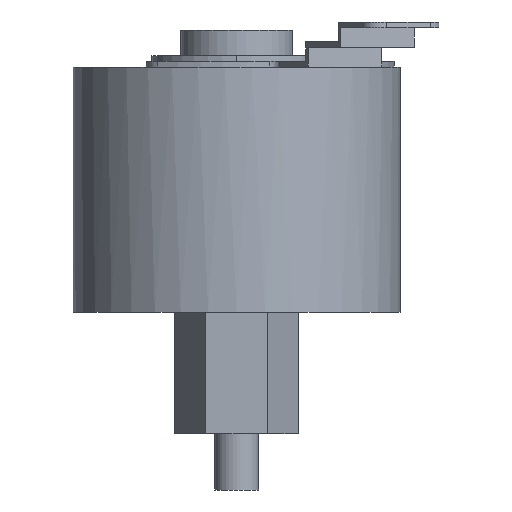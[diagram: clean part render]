
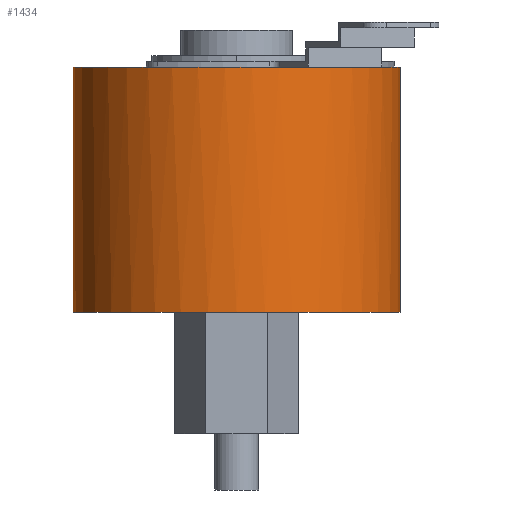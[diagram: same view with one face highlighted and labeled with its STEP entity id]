
A CAD part, front view. The second image highlights one B-rep face of the part: STEP entity #1434.
In plain terms, the highlighted cylindrical face has radius 29 mm (diameter 58 mm), a partial arc.
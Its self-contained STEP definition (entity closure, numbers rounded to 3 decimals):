
#13=CARTESIAN_POINT('',(0.,0.,-21.75));
#14=DIRECTION('',(0.,0.,1.));
#15=DIRECTION('',(-1.,0.,0.));
#16=AXIS2_PLACEMENT_3D('',#13,#14,#15);
#63=DIRECTION('',(0.,0.,1.));
#64=VECTOR('',#63,43.5);
#65=CARTESIAN_POINT('',(29.,0.,-21.75));
#66=LINE('',#65,#64);
#70=CARTESIAN_POINT('',(0.,0.,21.75));
#71=DIRECTION('',(0.,0.,1.));
#72=DIRECTION('',(0.259,-0.966,0.));
#73=AXIS2_PLACEMENT_3D('',#70,#71,#72);
#78=DIRECTION('',(0.,0.,1.));
#79=VECTOR('',#78,43.5);
#80=CARTESIAN_POINT('',(-29.,0.,-21.75));
#81=LINE('',#80,#79);
#416=CARTESIAN_POINT('',(0.,0.,21.75));
#417=DIRECTION('',(0.,0.,1.));
#418=DIRECTION('',(-1.,0.,0.));
#419=AXIS2_PLACEMENT_3D('',#416,#417,#418);
#432=CARTESIAN_POINT('',(0.,0.,21.75));
#433=DIRECTION('',(0.,0.,1.));
#434=DIRECTION('',(0.707,-0.707,0.));
#435=AXIS2_PLACEMENT_3D('',#432,#433,#434);
#1149=CARTESIAN_POINT('',(29.,0.,-21.75));
#1150=CARTESIAN_POINT('',(-29.,0.,-21.75));
#1151=VERTEX_POINT('',#1149);
#1152=VERTEX_POINT('',#1150);
#1153=CARTESIAN_POINT('',(29.,0.,21.75));
#1154=CARTESIAN_POINT('',(-29.,0.,21.75));
#1155=VERTEX_POINT('',#1153);
#1156=VERTEX_POINT('',#1154);
#1277=CARTESIAN_POINT('',(7.504,-28.012,21.75));
#1278=VERTEX_POINT('',#1277);
#1287=CARTESIAN_POINT('',(20.507,-20.505,21.75));
#1288=VERTEX_POINT('',#1287);
#1418=CARTESIAN_POINT('',(0.,0.,-21.75));
#1419=DIRECTION('',(0.,0.,1.));
#1420=DIRECTION('',(1.,0.,0.));
#1421=AXIS2_PLACEMENT_3D('',#1418,#1419,#1420);
#1422=CYLINDRICAL_SURFACE('',#1421,29.);
#1424=ORIENTED_EDGE('',*,*,#1423,.T.);
#1426=ORIENTED_EDGE('',*,*,#1425,.T.);
#1427=ORIENTED_EDGE('',*,*,#1397,.F.);
#1428=ORIENTED_EDGE('',*,*,#1360,.F.);
#1429=ORIENTED_EDGE('',*,*,#1401,.T.);
#1431=ORIENTED_EDGE('',*,*,#1430,.T.);
#1432=EDGE_LOOP('',(#1424,#1426,#1427,#1428,#1429,#1431));
#1433=FACE_OUTER_BOUND('',#1432,.F.);
#17=CIRCLE('',#16,29.);
#74=CIRCLE('',#73,29.);
#420=CIRCLE('',#419,29.);
#436=CIRCLE('',#435,29.);
#1360=EDGE_CURVE('',#1152,#1151,#17,.T.);
#1397=EDGE_CURVE('',#1151,#1155,#66,.T.);
#1401=EDGE_CURVE('',#1152,#1156,#81,.T.);
#1423=EDGE_CURVE('',#1278,#1288,#74,.T.);
#1425=EDGE_CURVE('',#1288,#1155,#436,.T.);
#1430=EDGE_CURVE('',#1156,#1278,#420,.T.);
#1434=ADVANCED_FACE('',(#1433),#1422,.T.);
